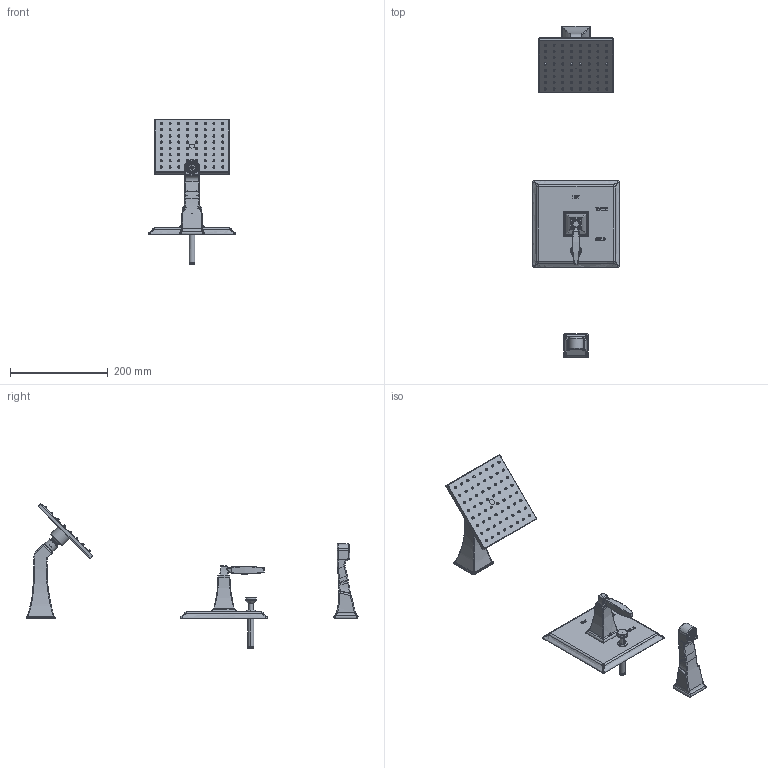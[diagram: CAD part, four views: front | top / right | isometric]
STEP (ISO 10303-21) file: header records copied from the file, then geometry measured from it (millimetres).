
FILE_DESCRIPTION((''),'2;1');
FILE_NAME('3-8102BP_ASM','2015-07-21T',('rsmith'),(''),'PRO/ENGINEER BY PARAMETRIC TECHNOLOGY CORPORATION, 2013150','PRO/ENGINEER BY PARAMETRIC TECHNOLOGY CORPORATION, 2013150','');
FILE_SCHEMA(('CONFIG_CONTROL_DESIGN'));
Length unit declared in the file: millimetre
Products named in the file (33): NCIP-012_1_AF0; CTWR0281_1_AF0; 91033; 3-501_AF0_ASM; 12312_AF0; ATBE0165-01_1; MANIFOLD_SOLID_BREP_48721_1; CTMBXXXX_1_1; ATBEXXXX_ASM_1_ASM; ATBQ0324_1; CTWR0176_1; 3-504_ASM; B000143_1_AF0; CTXB0048_1; CTRR0035_1; CTQP0029; 3-503_AF0_ASM; CTDB0354_1; CTWP0207_1; CTHB0237_1; PRT0041; B000144_1; CTST0050_1; B000145_1; CTRR0050_1; CTST0117_1; 3-502_ASM; 91065_AF1; 10497; 10496_AF1; 10498; 2-217_AF1_ASM; 3-8102BP_ASM
Assembly tree (33 placements, depth 4):
  3-8102BP_ASM
    3-501_AF0_ASM
      NCIP-012_1_AF0
      CTWR0281_1_AF0
      91033
    12312_AF0
    3-504_ASM
      ATBEXXXX_ASM_1_ASM
        ATBE0165-01_1
        MANIFOLD_SOLID_BREP_48721_1
        CTMBXXXX_1_1
      ATBQ0324_1
      CTWR0176_1
    3-503_AF0_ASM
      B000143_1_AF0
      CTXB0048_1
      CTRR0035_1
      CTQP0029
    3-502_ASM
      CTDB0354_1
      CTWP0207_1  x2
      CTHB0237_1
      PRT0041
      B000144_1
      CTST0050_1
      B000145_1
      CTRR0050_1
      CTST0117_1
    2-217_AF1_ASM
      91065_AF1
      10497
      10496_AF1
      10498
Bounding box: 177.8 x 680.15 x 296.27 mm (x, y, z)
Volume: 462124.2 mm3; surface area: 282259.3 mm2
Topology: 27 solids, 31 shells, 2310 faces, 6071 edges, 3887 vertices
Faces by surface type: plane 862, cylinder 704, bspline 262, cone 258, torus 102, extrusion 76, sphere 42, revolution 4
Entity records: 95067 total; most frequent: CARTESIAN_POINT 39616, ORIENTED_EDGE 11962, DIRECTION 10714, EDGE_CURVE 6006, AXIS2_PLACEMENT_3D 3960, VERTEX_POINT 3879, VECTOR 2790, LINE 2714
